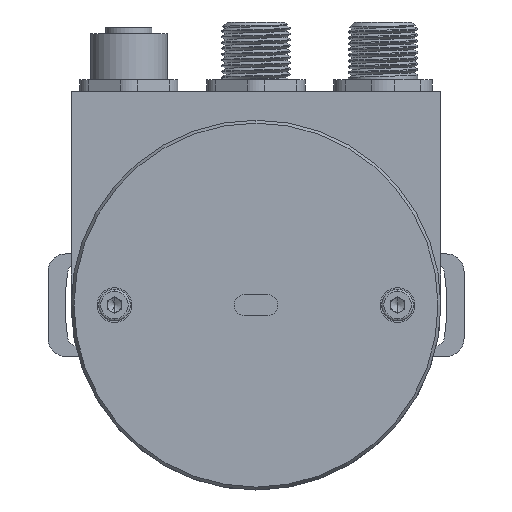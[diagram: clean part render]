
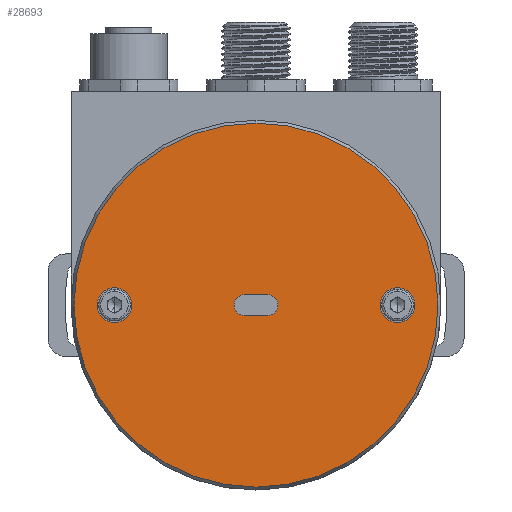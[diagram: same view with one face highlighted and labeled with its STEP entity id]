
A CAD part, front view. The second image highlights one B-rep face of the part: STEP entity #28693.
In plain terms, the highlighted planar face has unit normal (0, -1, 0).
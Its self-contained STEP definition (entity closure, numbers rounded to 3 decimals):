
#123 = VERTEX_POINT ( 'NONE', #6113 ) ;
#282 = CARTESIAN_POINT ( 'NONE',  ( -5.295, 16.725, -2.5 ) ) ;
#483 = DIRECTION ( 'NONE',  ( 0., -1., 0. ) ) ;
#899 = EDGE_CURVE ( 'NONE', #25262, #29721, #6559, .T. ) ;
#1461 = DIRECTION ( 'NONE',  ( 0., 0., 1. ) ) ;
#2495 = DIRECTION ( 'NONE',  ( 0., 1., 0. ) ) ;
#2525 = DIRECTION ( 'NONE',  ( 1., 0., 0. ) ) ;
#2659 = DIRECTION ( 'NONE',  ( 0., 0., -1. ) ) ;
#3020 = CIRCLE ( 'NONE', #10714, 1.8 ) ;
#3171 = FACE_BOUND ( 'NONE', #5788, .T. ) ;
#3305 = EDGE_CURVE ( 'NONE', #123, #34825, #33227, .T. ) ;
#4152 = CARTESIAN_POINT ( 'NONE',  ( -7.295, 16.725, -4.3 ) ) ;
#4813 = CARTESIAN_POINT ( 'NONE',  ( -7.295, 16.725, -2.5 ) ) ;
#5239 = VERTEX_POINT ( 'NONE', #37598 ) ;
#5788 = EDGE_LOOP ( 'NONE', ( #21569, #12991 ) ) ;
#6113 = CARTESIAN_POINT ( 'NONE',  ( -7.295, 16.725, -34. ) ) ;
#6254 = PLANE ( 'NONE',  #11065 ) ;
#6559 = CIRCLE ( 'NONE', #31028, 3. ) ;
#7485 = VERTEX_POINT ( 'NONE', #15140 ) ;
#7497 = ORIENTED_EDGE ( 'NONE', *, *, #8914, .T. ) ;
#7894 = EDGE_LOOP ( 'NONE', ( #29742, #39000 ) ) ;
#8134 = DIRECTION ( 'NONE',  ( 0., -1., 0. ) ) ;
#8276 = ORIENTED_EDGE ( 'NONE', *, *, #3305, .T. ) ;
#8914 = EDGE_CURVE ( 'NONE', #29784, #39327, #9223, .T. ) ;
#9223 = CIRCLE ( 'NONE', #18976, 1.8 ) ;
#10431 = CARTESIAN_POINT ( 'NONE',  ( -31.795, 16.725, -2.5 ) ) ;
#10503 = CIRCLE ( 'NONE', #40576, 3. ) ;
#10618 = VECTOR ( 'NONE', #11181, 1000. ) ;
#10714 = AXIS2_PLACEMENT_3D ( 'NONE', #35559, #2495, #13225 ) ;
#11065 = AXIS2_PLACEMENT_3D ( 'NONE', #36029, #16533, #2525 ) ;
#11084 = DIRECTION ( 'NONE',  ( 1., 0., 0. ) ) ;
#11181 = DIRECTION ( 'NONE',  ( -1., 0., 0. ) ) ;
#12412 = FACE_BOUND ( 'NONE', #32142, .T. ) ;
#12774 = DIRECTION ( 'NONE',  ( 0., 0., 1. ) ) ;
#12991 = ORIENTED_EDGE ( 'NONE', *, *, #899, .F. ) ;
#13225 = DIRECTION ( 'NONE',  ( 0., 0., 1. ) ) ;
#13897 = EDGE_CURVE ( 'NONE', #7485, #29784, #27527, .T. ) ;
#14100 = ORIENTED_EDGE ( 'NONE', *, *, #36816, .T. ) ;
#14800 = CARTESIAN_POINT ( 'NONE',  ( -7.295, 16.725, -0.7 ) ) ;
#15140 = CARTESIAN_POINT ( 'NONE',  ( -9.295, 16.725, -0.7 ) ) ;
#15943 = ORIENTED_EDGE ( 'NONE', *, *, #13897, .T. ) ;
#16533 = DIRECTION ( 'NONE',  ( 0., 1., 0. ) ) ;
#16755 = DIRECTION ( 'NONE',  ( 0., 1., 0. ) ) ;
#17641 = DIRECTION ( 'NONE',  ( 0., -1., 0. ) ) ;
#18794 = EDGE_CURVE ( 'NONE', #29228, #7485, #3020, .T. ) ;
#18974 = CARTESIAN_POINT ( 'NONE',  ( -5.295, 16.725, -0.7 ) ) ;
#18976 = AXIS2_PLACEMENT_3D ( 'NONE', #282, #16755, #43237 ) ;
#19141 = DIRECTION ( 'NONE',  ( 0., -1., 0. ) ) ;
#20923 = CARTESIAN_POINT ( 'NONE',  ( 17.205, 16.725, -2.5 ) ) ;
#21569 = ORIENTED_EDGE ( 'NONE', *, *, #32881, .F. ) ;
#21907 = CARTESIAN_POINT ( 'NONE',  ( 17.205, 16.725, -2.5 ) ) ;
#22540 = CARTESIAN_POINT ( 'NONE',  ( 17.205, 16.725, -5.5 ) ) ;
#22902 = CIRCLE ( 'NONE', #28421, 3. ) ;
#24067 = DIRECTION ( 'NONE',  ( 0., 0., -1. ) ) ;
#25262 = VERTEX_POINT ( 'NONE', #36772 ) ;
#25778 = VECTOR ( 'NONE', #11084, 1000. ) ;
#25812 = ORIENTED_EDGE ( 'NONE', *, *, #18794, .T. ) ;
#25909 = CARTESIAN_POINT ( 'NONE',  ( -31.795, 16.725, -2.5 ) ) ;
#26197 = EDGE_CURVE ( 'NONE', #34825, #123, #41731, .T. ) ;
#26982 = AXIS2_PLACEMENT_3D ( 'NONE', #4813, #8134, #31167 ) ;
#27527 = LINE ( 'NONE', #14800, #25778 ) ;
#27594 = CARTESIAN_POINT ( 'NONE',  ( -9.295, 16.725, -4.3 ) ) ;
#27786 = ORIENTED_EDGE ( 'NONE', *, *, #26197, .T. ) ;
#28050 = LINE ( 'NONE', #4152, #10618 ) ;
#28421 = AXIS2_PLACEMENT_3D ( 'NONE', #10431, #17641, #24067 ) ;
#28693 = ADVANCED_FACE ( 'NONE', ( #12412, #42607, #3171, #36671 ), #6254, .F. ) ;
#28877 = DIRECTION ( 'NONE',  ( 0., -1., 0. ) ) ;
#29228 = VERTEX_POINT ( 'NONE', #27594 ) ;
#29435 = CARTESIAN_POINT ( 'NONE',  ( -7.295, 16.725, -2.5 ) ) ;
#29721 = VERTEX_POINT ( 'NONE', #22540 ) ;
#29742 = ORIENTED_EDGE ( 'NONE', *, *, #40461, .F. ) ;
#29784 = VERTEX_POINT ( 'NONE', #18974 ) ;
#31028 = AXIS2_PLACEMENT_3D ( 'NONE', #20923, #483, #33572 ) ;
#31167 = DIRECTION ( 'NONE',  ( 0., 0., 1. ) ) ;
#31232 = EDGE_CURVE ( 'NONE', #5239, #34208, #10503, .T. ) ;
#32142 = EDGE_LOOP ( 'NONE', ( #14100, #25812, #15943, #7497 ) ) ;
#32881 = EDGE_CURVE ( 'NONE', #29721, #25262, #39719, .T. ) ;
#33227 = CIRCLE ( 'NONE', #26982, 31.5 ) ;
#33425 = AXIS2_PLACEMENT_3D ( 'NONE', #21907, #28877, #1461 ) ;
#33572 = DIRECTION ( 'NONE',  ( 0., 0., 1. ) ) ;
#34208 = VERTEX_POINT ( 'NONE', #37228 ) ;
#34825 = VERTEX_POINT ( 'NONE', #38848 ) ;
#35559 = CARTESIAN_POINT ( 'NONE',  ( -9.295, 16.725, -2.5 ) ) ;
#35606 = CARTESIAN_POINT ( 'NONE',  ( -5.295, 16.725, -4.3 ) ) ;
#36029 = CARTESIAN_POINT ( 'NONE',  ( -7.295, 16.725, -2.5 ) ) ;
#36671 = FACE_OUTER_BOUND ( 'NONE', #36727, .T. ) ;
#36727 = EDGE_LOOP ( 'NONE', ( #27786, #8276 ) ) ;
#36772 = CARTESIAN_POINT ( 'NONE',  ( 17.205, 16.725, 0.5 ) ) ;
#36816 = EDGE_CURVE ( 'NONE', #39327, #29228, #28050, .T. ) ;
#37228 = CARTESIAN_POINT ( 'NONE',  ( -31.795, 16.725, -5.5 ) ) ;
#37598 = CARTESIAN_POINT ( 'NONE',  ( -31.795, 16.725, 0.5 ) ) ;
#38214 = AXIS2_PLACEMENT_3D ( 'NONE', #29435, #19141, #12774 ) ;
#38848 = CARTESIAN_POINT ( 'NONE',  ( -7.295, 16.725, 29. ) ) ;
#39000 = ORIENTED_EDGE ( 'NONE', *, *, #31232, .F. ) ;
#39234 = DIRECTION ( 'NONE',  ( 0., -1., 0. ) ) ;
#39327 = VERTEX_POINT ( 'NONE', #35606 ) ;
#39719 = CIRCLE ( 'NONE', #33425, 3. ) ;
#40461 = EDGE_CURVE ( 'NONE', #34208, #5239, #22902, .T. ) ;
#40576 = AXIS2_PLACEMENT_3D ( 'NONE', #25909, #39234, #2659 ) ;
#41731 = CIRCLE ( 'NONE', #38214, 31.5 ) ;
#42607 = FACE_BOUND ( 'NONE', #7894, .T. ) ;
#43237 = DIRECTION ( 'NONE',  ( 0., 0., 1. ) ) ;
